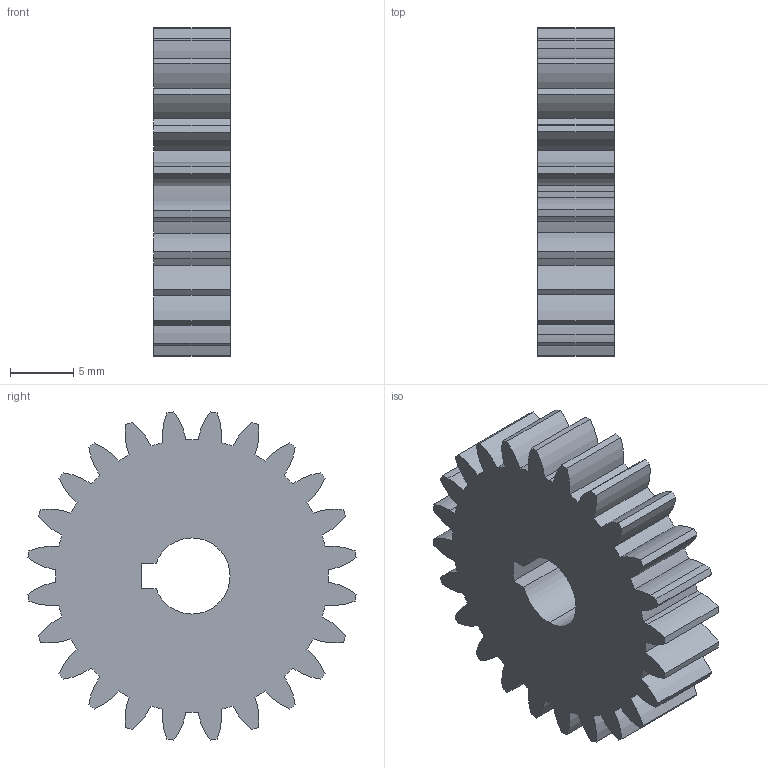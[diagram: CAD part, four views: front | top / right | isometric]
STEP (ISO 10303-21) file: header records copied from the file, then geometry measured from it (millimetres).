
FILE_DESCRIPTION (( 'STEP AP203' ), '1' );
FILE_NAME ('spur gear_iso_ISO - Spur gear 1M 24T 20PA 6FW ---S24A75H50L6.0S1_sldprt.STEP', '2024-10-13T13:52:01', ( '' ), ( '' ), 'SwSTEP 2.0', 'SolidWorks 2024', '' );
FILE_SCHEMA (( 'CONFIG_CONTROL_DESIGN' ));
Length unit declared in the file: millimetre
Products named in the file (1): spur gear_iso_ISO - Spur gear 1M 24T 20PA 6FW ---S24A75H50L6.0S1_sldprt
Bounding box: 6 x 25.84 x 25.84 mm (x, y, z)
Volume: 2452 mm3; surface area: 1854.9 mm2
Topology: 1 solids, 1 shells, 109 faces, 321 edges, 214 vertices
Faces by surface type: cylinder 104, plane 5
Entity records: 3844 total; most frequent: DIRECTION 749, CARTESIAN_POINT 645, ORIENTED_EDGE 642, EDGE_CURVE 321, AXIS2_PLACEMENT_3D 318, VERTEX_POINT 214, CIRCLE 208, VECTOR 113
